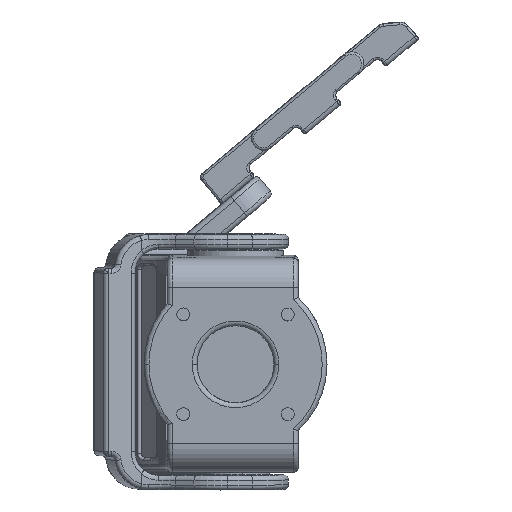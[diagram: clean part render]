
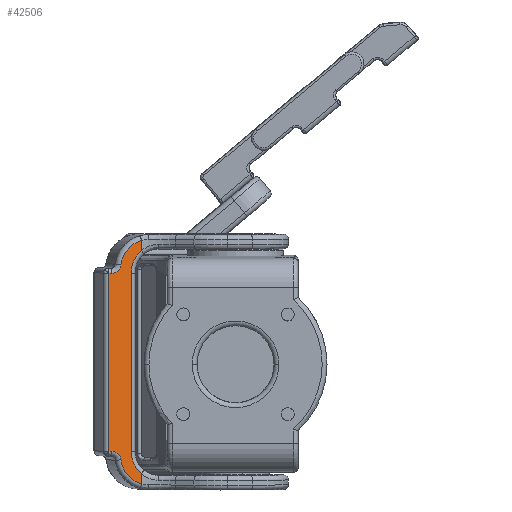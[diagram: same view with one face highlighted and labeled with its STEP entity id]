
A CAD part, top view. The second image highlights one B-rep face of the part: STEP entity #42506.
In plain terms, the highlighted planar face has unit normal (0.21, -0.015, 0.978).
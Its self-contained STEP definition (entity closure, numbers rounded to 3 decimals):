
#197 = CARTESIAN_POINT ( 'NONE',  ( -18.057, 152.956, 45.737 ) ) ;
#408 = CARTESIAN_POINT ( 'NONE',  ( -7.547, 152.99, 43.479 ) ) ;
#2452 = DIRECTION ( 'NONE',  ( 0., 1., 0.015 ) ) ;
#3057 = CARTESIAN_POINT ( 'NONE',  ( -11.264, 157.619, 44.347 ) ) ;
#3103 = CARTESIAN_POINT ( 'NONE',  ( -11.264, 159.773, 44.379 ) ) ;
#3221 = EDGE_CURVE ( 'NONE', #24977, #58330, #14333, .T. ) ;
#5632 = ORIENTED_EDGE ( 'NONE', *, *, #31403, .F. ) ;
#5752 = EDGE_CURVE ( 'NONE', #25987, #24977, #72967, .T. ) ;
#5843 = EDGE_CURVE ( 'NONE', #7632, #11531, #35461, .T. ) ;
#7632 = VERTEX_POINT ( 'NONE', #29734 ) ;
#9541 = VERTEX_POINT ( 'NONE', #44499 ) ;
#10379 = CARTESIAN_POINT ( 'NONE',  ( -7.547, 115.994, 42.925 ) ) ;
#10474 = LINE ( 'NONE', #24081, #30318 ) ;
#11531 = VERTEX_POINT ( 'NONE', #23972 ) ;
#12217 = DIRECTION ( 'NONE',  ( 0.21, -0.015, 0.978 ) ) ;
#14333 = LINE ( 'NONE', #33597, #39453 ) ;
#14926 = DIRECTION ( 'NONE',  ( 0.97, 0.128, -0.207 ) ) ;
#15203 = DIRECTION ( 'NONE',  ( 0.21, -0.015, 0.978 ) ) ;
#16318 = AXIS2_PLACEMENT_3D ( 'NONE', #37734, #19873, #25940 ) ;
#17314 = CIRCLE ( 'NONE', #21529, 2. ) ;
#17466 = CARTESIAN_POINT ( 'NONE',  ( -13.413, 152.971, 44.739 ) ) ;
#18672 = AXIS2_PLACEMENT_3D ( 'NONE', #58811, #12217, #52714 ) ;
#19636 = PLANE ( 'NONE',  #16318 ) ;
#19873 = DIRECTION ( 'NONE',  ( 0.21, -0.015, 0.978 ) ) ;
#19909 = EDGE_CURVE ( 'NONE', #62036, #7632, #65407, .T. ) ;
#19964 = ORIENTED_EDGE ( 'NONE', *, *, #73289, .F. ) ;
#20812 = EDGE_CURVE ( 'NONE', #55707, #56367, #17314, .T. ) ;
#21529 = AXIS2_PLACEMENT_3D ( 'NONE', #54451, #48887, #14926 ) ;
#21688 = ORIENTED_EDGE ( 'NONE', *, *, #61544, .F. ) ;
#22860 = AXIS2_PLACEMENT_3D ( 'NONE', #408, #64381, #40419 ) ;
#23936 = DIRECTION ( 'NONE',  ( -0.978, -0.003, 0.21 ) ) ;
#23972 = CARTESIAN_POINT ( 'NONE',  ( -11.264, 111.341, 43.654 ) ) ;
#24081 = CARTESIAN_POINT ( 'NONE',  ( -11.264, 111.341, 43.654 ) ) ;
#24112 = EDGE_CURVE ( 'NONE', #58330, #62036, #73214, .T. ) ;
#24977 = VERTEX_POINT ( 'NONE', #3103 ) ;
#25302 = EDGE_LOOP ( 'NONE', ( #50441, #72462, #5632, #19964, #37943, #61329, #21688, #72979, #72384, #69033, #42196, #65711 ) ) ;
#25940 = DIRECTION ( 'NONE',  ( -0.978, -0.003, 0.21 ) ) ;
#25987 = VERTEX_POINT ( 'NONE', #63579 ) ;
#26105 = VERTEX_POINT ( 'NONE', #28612 ) ;
#26114 = DIRECTION ( 'NONE',  ( -0.253, -0.967, 0.04 ) ) ;
#26126 = EDGE_CURVE ( 'NONE', #9541, #25987, #66348, .T. ) ;
#26147 = CARTESIAN_POINT ( 'NONE',  ( -18.057, 115.96, 45.183 ) ) ;
#28416 = EDGE_CURVE ( 'NONE', #26105, #55707, #62975, .T. ) ;
#28612 = CARTESIAN_POINT ( 'NONE',  ( -11.264, 109.187, 43.622 ) ) ;
#29734 = CARTESIAN_POINT ( 'NONE',  ( -13.413, 115.975, 44.185 ) ) ;
#30318 = VECTOR ( 'NONE', #52275, 1000. ) ;
#31354 = CARTESIAN_POINT ( 'NONE',  ( -9.747, 153.982, 43.967 ) ) ;
#31403 = EDGE_CURVE ( 'NONE', #37307, #41306, #72119, .T. ) ;
#32176 = EDGE_CURVE ( 'NONE', #41306, #9541, #63496, .T. ) ;
#32581 = DIRECTION ( 'NONE',  ( -0.978, -0.003, 0.21 ) ) ;
#33597 = CARTESIAN_POINT ( 'NONE',  ( -11.264, 159.773, 44.379 ) ) ;
#34093 = CARTESIAN_POINT ( 'NONE',  ( -17.507, 115.962, 45.065 ) ) ;
#35461 = CIRCLE ( 'NONE', #68937, 6. ) ;
#37307 = VERTEX_POINT ( 'NONE', #45029 ) ;
#37734 = CARTESIAN_POINT ( 'NONE',  ( 0.275, 130.017, 41.454 ) ) ;
#37868 = VECTOR ( 'NONE', #2452, 1000. ) ;
#37943 = ORIENTED_EDGE ( 'NONE', *, *, #20812, .F. ) ;
#39102 = DIRECTION ( 'NONE',  ( 0., -1., -0.015 ) ) ;
#39219 = DIRECTION ( 'NONE',  ( 0.978, 0.003, -0.21 ) ) ;
#39453 = VECTOR ( 'NONE', #39102, 1000. ) ;
#40419 = DIRECTION ( 'NONE',  ( -0.62, 0.772, 0.145 ) ) ;
#40928 = VECTOR ( 'NONE', #39219, 1000. ) ;
#41306 = VERTEX_POINT ( 'NONE', #197 ) ;
#42196 = ORIENTED_EDGE ( 'NONE', *, *, #3221, .F. ) ;
#42506 = ADVANCED_FACE ( 'NONE', ( #46631 ), #19636, .T. ) ;
#43409 = DIRECTION ( 'NONE',  ( -0.21, 0.015, -0.978 ) ) ;
#43663 = CARTESIAN_POINT ( 'NONE',  ( -9.747, 114.987, 43.383 ) ) ;
#43732 = AXIS2_PLACEMENT_3D ( 'NONE', #31354, #48431, #55197 ) ;
#44499 = CARTESIAN_POINT ( 'NONE',  ( -17.507, 152.957, 45.619 ) ) ;
#45029 = CARTESIAN_POINT ( 'NONE',  ( -18.057, 115.96, 45.183 ) ) ;
#46631 = FACE_OUTER_BOUND ( 'NONE', #25302, .T. ) ;
#47918 = DIRECTION ( 'NONE',  ( 0., -1., -0.015 ) ) ;
#48431 = DIRECTION ( 'NONE',  ( -0.21, 0.015, -0.978 ) ) ;
#48887 = DIRECTION ( 'NONE',  ( 0.21, -0.015, 0.978 ) ) ;
#50441 = ORIENTED_EDGE ( 'NONE', *, *, #26126, .F. ) ;
#52275 = DIRECTION ( 'NONE',  ( 0., -1., -0.015 ) ) ;
#52714 = DIRECTION ( 'NONE',  ( 0., -1., -0.015 ) ) ;
#54451 = CARTESIAN_POINT ( 'NONE',  ( -17.507, 113.962, 45.035 ) ) ;
#55197 = DIRECTION ( 'NONE',  ( -0.97, 0.122, 0.21 ) ) ;
#55707 = VERTEX_POINT ( 'NONE', #65964 ) ;
#56367 = VERTEX_POINT ( 'NONE', #34093 ) ;
#57995 = LINE ( 'NONE', #64510, #61636 ) ;
#58282 = CARTESIAN_POINT ( 'NONE',  ( -13.413, 152.971, 44.739 ) ) ;
#58330 = VERTEX_POINT ( 'NONE', #3057 ) ;
#58811 = CARTESIAN_POINT ( 'NONE',  ( -17.507, 154.957, 45.649 ) ) ;
#61329 = ORIENTED_EDGE ( 'NONE', *, *, #28416, .F. ) ;
#61544 = EDGE_CURVE ( 'NONE', #11531, #26105, #10474, .T. ) ;
#61636 = VECTOR ( 'NONE', #23936, 1000. ) ;
#62036 = VERTEX_POINT ( 'NONE', #17466 ) ;
#62176 = CARTESIAN_POINT ( 'NONE',  ( -18.057, 152.956, 45.737 ) ) ;
#62975 = CIRCLE ( 'NONE', #70959, 6. ) ;
#63496 = LINE ( 'NONE', #62176, #40928 ) ;
#63579 = CARTESIAN_POINT ( 'NONE',  ( -15.567, 154.714, 45.228 ) ) ;
#64381 = DIRECTION ( 'NONE',  ( 0.21, -0.015, 0.978 ) ) ;
#64510 = CARTESIAN_POINT ( 'NONE',  ( -17.507, 115.962, 45.065 ) ) ;
#65407 = LINE ( 'NONE', #58282, #69845 ) ;
#65711 = ORIENTED_EDGE ( 'NONE', *, *, #5752, .F. ) ;
#65964 = CARTESIAN_POINT ( 'NONE',  ( -15.567, 114.218, 44.622 ) ) ;
#66348 = CIRCLE ( 'NONE', #18672, 2. ) ;
#68937 = AXIS2_PLACEMENT_3D ( 'NONE', #10379, #15203, #32581 ) ;
#69033 = ORIENTED_EDGE ( 'NONE', *, *, #24112, .F. ) ;
#69845 = VECTOR ( 'NONE', #47918, 1000. ) ;
#70959 = AXIS2_PLACEMENT_3D ( 'NONE', #43663, #43409, #26114 ) ;
#72119 = LINE ( 'NONE', #26147, #37868 ) ;
#72384 = ORIENTED_EDGE ( 'NONE', *, *, #19909, .F. ) ;
#72462 = ORIENTED_EDGE ( 'NONE', *, *, #32176, .F. ) ;
#72967 = CIRCLE ( 'NONE', #43732, 6. ) ;
#72979 = ORIENTED_EDGE ( 'NONE', *, *, #5843, .F. ) ;
#73214 = CIRCLE ( 'NONE', #22860, 6. ) ;
#73289 = EDGE_CURVE ( 'NONE', #56367, #37307, #57995, .T. ) ;
